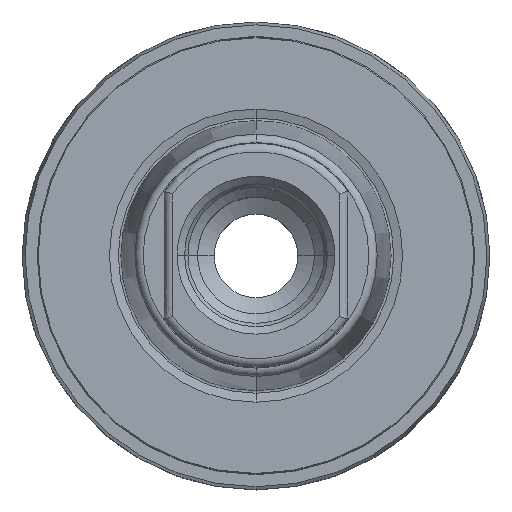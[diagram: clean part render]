
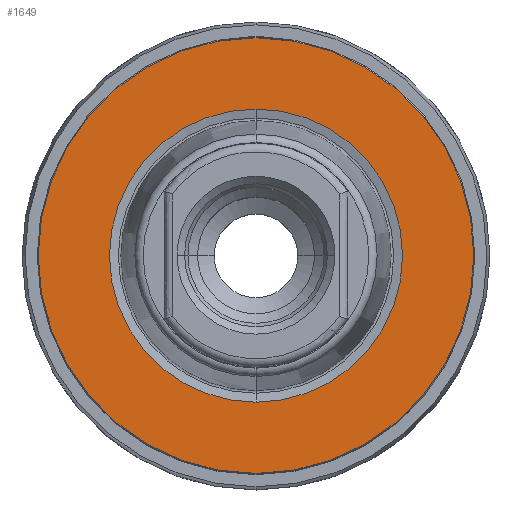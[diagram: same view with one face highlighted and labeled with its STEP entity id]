
A CAD part, top view. The second image highlights one B-rep face of the part: STEP entity #1649.
In plain terms, the highlighted planar face has unit normal (0, 0, 1).
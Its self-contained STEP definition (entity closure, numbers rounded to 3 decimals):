
#510=CARTESIAN_POINT('',(0.,0.,0.));
#511=DIRECTION('',(0.,0.,-1.));
#512=DIRECTION('',(0.,-1.,0.));
#513=AXIS2_PLACEMENT_3D('',#510,#511,#512);
#532=CARTESIAN_POINT('',(0.,0.,0.));
#533=DIRECTION('',(0.,0.,1.));
#534=DIRECTION('',(0.,-1.,0.));
#535=AXIS2_PLACEMENT_3D('',#532,#533,#534);
#540=CARTESIAN_POINT('',(0.,0.,0.));
#541=DIRECTION('',(0.,0.,-1.));
#542=DIRECTION('',(0.,1.,0.));
#543=AXIS2_PLACEMENT_3D('',#540,#541,#542);
#548=CARTESIAN_POINT('',(0.,0.,0.));
#549=DIRECTION('',(0.,0.,-1.));
#550=DIRECTION('',(0.,-1.,0.));
#551=AXIS2_PLACEMENT_3D('',#548,#549,#550);
#999=CARTESIAN_POINT('',(0.,-8.776,0.));
#1001=VERTEX_POINT('',#999);
#1009=CARTESIAN_POINT('',(0.,8.776,0.));
#1011=VERTEX_POINT('',#1009);
#1097=CARTESIAN_POINT('',(0.,13.042,0.));
#1098=VERTEX_POINT('',#1097);
#1099=CARTESIAN_POINT('',(0.,-13.042,0.));
#1100=VERTEX_POINT('',#1099);
#1634=CARTESIAN_POINT('',(0.,0.,0.));
#1635=DIRECTION('',(0.,0.,-1.));
#1636=DIRECTION('',(0.,1.,0.));
#1637=AXIS2_PLACEMENT_3D('',#1634,#1635,#1636);
#1638=PLANE('',#1637);
#1640=ORIENTED_EDGE('',*,*,#1639,.T.);
#1642=ORIENTED_EDGE('',*,*,#1641,.T.);
#1643=EDGE_LOOP('',(#1640,#1642));
#1644=FACE_OUTER_BOUND('',#1643,.F.);
#1645=ORIENTED_EDGE('',*,*,#1613,.F.);
#1646=ORIENTED_EDGE('',*,*,#1629,.T.);
#1647=EDGE_LOOP('',(#1645,#1646));
#1648=FACE_BOUND('',#1647,.F.);
#514=CIRCLE('',#513,8.776);
#536=CIRCLE('',#535,8.776);
#544=CIRCLE('',#543,13.042);
#552=CIRCLE('',#551,13.042);
#1613=EDGE_CURVE('',#1001,#1011,#514,.T.);
#1629=EDGE_CURVE('',#1001,#1011,#536,.T.);
#1639=EDGE_CURVE('',#1098,#1100,#544,.T.);
#1641=EDGE_CURVE('',#1100,#1098,#552,.T.);
#1649=ADVANCED_FACE('',(#1644,#1648),#1638,.F.);
